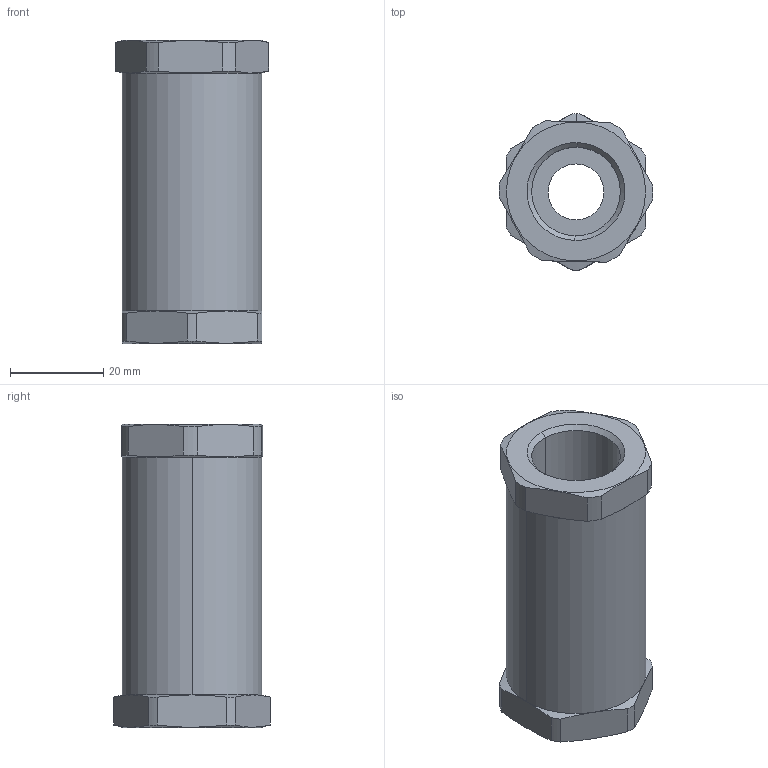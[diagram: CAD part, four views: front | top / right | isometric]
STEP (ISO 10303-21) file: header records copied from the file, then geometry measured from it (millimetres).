
FILE_DESCRIPTION (( 'STEP AP214' ), '1' );
FILE_NAME ('1707806 Hoseguard 1-2 (Webzeichnung).STEP', '2014-11-25T14:54:09', ( 'W8' ), ( '' ), 'SwSTEP 2.0', 'SolidWorks 2014', '' );
FILE_SCHEMA (( 'AUTOMOTIVE_DESIGN' ));
Length unit declared in the file: millimetre
Products named in the file (3): 1710975 Gehäuse 1-2  281A624_01; 1707806 Hoseguard 1-2 (Webzeichnung); 1710976 Deckel BSP 1-2  281A626_01
Assembly tree (2 placements, depth 2):
  1707806 Hoseguard 1-2 (Webzeichnung)
    1710975 Gehäuse 1-2  281A624_01
    1710976 Deckel BSP 1-2  281A626_01
Bounding box: 33 x 33.5 x 65 mm (x, y, z)
Volume: 24292.4 mm3; surface area: 14006.8 mm2
Topology: 2 solids, 2 shells, 76 faces, 179 edges, 110 vertices
Faces by surface type: cylinder 30, cone 27, plane 19
Entity records: 2955 total; most frequent: CARTESIAN_POINT 544, DIRECTION 389, ORIENTED_EDGE 358, EDGE_CURVE 179, AXIS2_PLACEMENT_3D 163, VERTEX_POINT 110, EDGE_LOOP 83, CIRCLE 82
